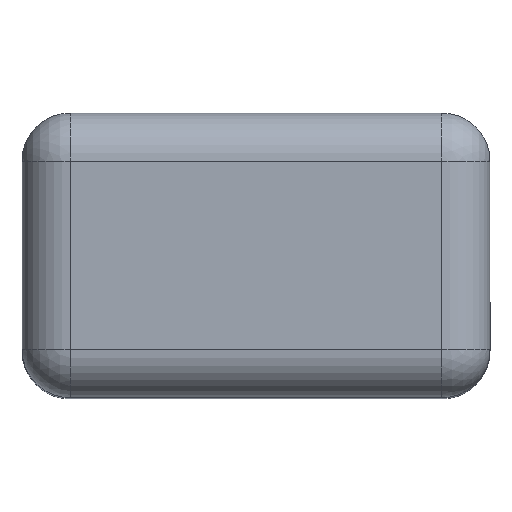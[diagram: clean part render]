
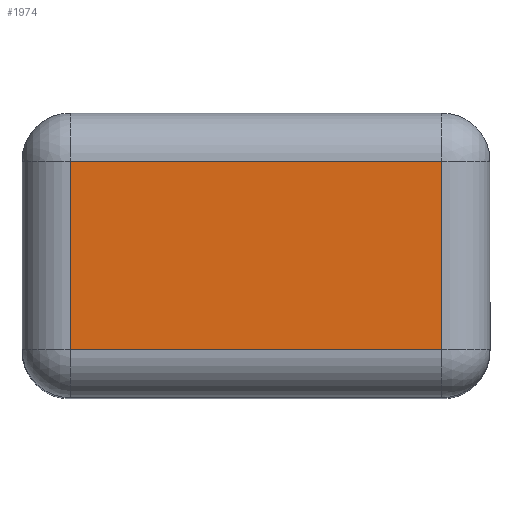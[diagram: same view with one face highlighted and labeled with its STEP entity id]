
A CAD part, top view. The second image highlights one B-rep face of the part: STEP entity #1974.
In plain terms, the highlighted face is planar.
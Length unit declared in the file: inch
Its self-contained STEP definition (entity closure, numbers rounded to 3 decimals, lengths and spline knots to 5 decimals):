
#16 = CARTESIAN_POINT ( 'NONE',  ( 0., 0., -0.15157 ) ) ;
#127 = VERTEX_POINT ( 'NONE', #457 ) ;
#132 = CARTESIAN_POINT ( 'NONE',  ( -0.07677, 0., 0. ) ) ;
#199 = LINE ( 'NONE', #16, #2684 ) ;
#377 = DIRECTION ( 'NONE',  ( 0., 1., 0. ) ) ;
#457 = CARTESIAN_POINT ( 'NONE',  ( -0.07677, 0., -0.15157 ) ) ;
#517 = CARTESIAN_POINT ( 'NONE',  ( 0.07677, 0., -0.15157 ) ) ;
#521 = CARTESIAN_POINT ( 'NONE',  ( 0.07677, 0., 0.15157 ) ) ;
#551 = LINE ( 'NONE', #1540, #741 ) ;
#575 = EDGE_CURVE ( 'NONE', #1141, #2761, #2248, .T. ) ;
#583 = FACE_OUTER_BOUND ( 'NONE', #2048, .T. ) ;
#714 = EDGE_CURVE ( 'NONE', #127, #2939, #199, .T. ) ;
#741 = VECTOR ( 'NONE', #1320, 39.37008 ) ;
#830 = EDGE_CURVE ( 'NONE', #2761, #127, #1641, .T. ) ;
#868 = CARTESIAN_POINT ( 'NONE',  ( 0., 0., 0. ) ) ;
#929 = ORIENTED_EDGE ( 'NONE', *, *, #830, .T. ) ;
#1009 = CARTESIAN_POINT ( 'NONE',  ( -0.07677, 0., 0.15157 ) ) ;
#1141 = VERTEX_POINT ( 'NONE', #521 ) ;
#1169 = ORIENTED_EDGE ( 'NONE', *, *, #2986, .T. ) ;
#1205 = DIRECTION ( 'NONE',  ( -1., 0., 0. ) ) ;
#1320 = DIRECTION ( 'NONE',  ( 0., 0., 1. ) ) ;
#1540 = CARTESIAN_POINT ( 'NONE',  ( 0.07677, 0., 0. ) ) ;
#1641 = LINE ( 'NONE', #132, #2773 ) ;
#1772 = DIRECTION ( 'NONE',  ( 1., 0., 0. ) ) ;
#1858 = PLANE ( 'NONE',  #2894 ) ;
#1934 = VECTOR ( 'NONE', #1205, 39.37008 ) ;
#1963 = CARTESIAN_POINT ( 'NONE',  ( 0., 0., 0.15157 ) ) ;
#1974 = ADVANCED_FACE ( 'NONE', ( #583 ), #1858, .F. ) ;
#1977 = ORIENTED_EDGE ( 'NONE', *, *, #575, .T. ) ;
#2048 = EDGE_LOOP ( 'NONE', ( #1977, #929, #3095, #1169 ) ) ;
#2119 = DIRECTION ( 'NONE',  ( 1., 0., 0. ) ) ;
#2130 = DIRECTION ( 'NONE',  ( 0., 0., -1. ) ) ;
#2248 = LINE ( 'NONE', #1963, #1934 ) ;
#2684 = VECTOR ( 'NONE', #1772, 39.37008 ) ;
#2761 = VERTEX_POINT ( 'NONE', #1009 ) ;
#2773 = VECTOR ( 'NONE', #2130, 39.37008 ) ;
#2894 = AXIS2_PLACEMENT_3D ( 'NONE', #868, #377, #2119 ) ;
#2939 = VERTEX_POINT ( 'NONE', #517 ) ;
#2986 = EDGE_CURVE ( 'NONE', #2939, #1141, #551, .T. ) ;
#3095 = ORIENTED_EDGE ( 'NONE', *, *, #714, .T. ) ;
